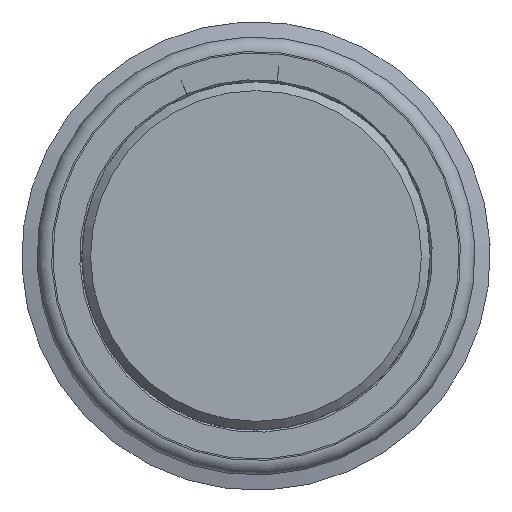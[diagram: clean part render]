
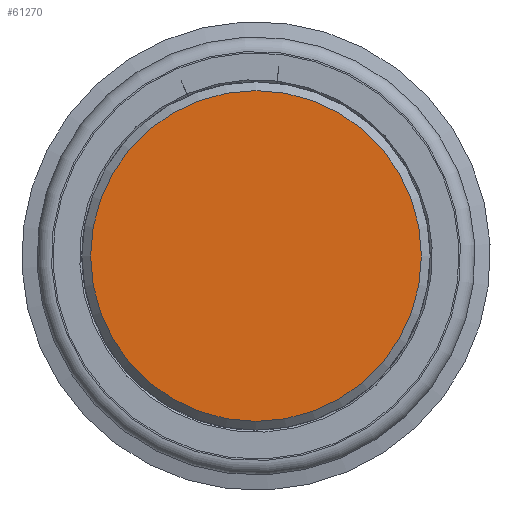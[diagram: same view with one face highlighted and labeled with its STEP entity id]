
A CAD part, left-side view. The second image highlights one B-rep face of the part: STEP entity #61270.
In plain terms, the highlighted planar face has unit normal (-1, 0, 0).
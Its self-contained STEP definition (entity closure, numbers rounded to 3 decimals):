
#61250=CARTESIAN_POINT('',(0.,5.7,0.0));
#61251=VERTEX_POINT('',#61250);
#61252=CARTESIAN_POINT('',(0.0,0.0,0.0));
#61253=DIRECTION('',(1.0,0.0,0.0));
#61254=DIRECTION('',(0.0,1.0,0.0));
#61255=AXIS2_PLACEMENT_3D('',#61252,#61253,#61254);
#61256=CIRCLE('',#61255,5.7);
#61257=EDGE_CURVE('',#61251,#61251,#61256,.T.);
#61262=CARTESIAN_POINT('',(0.,5.35,0.0));
#61263=DIRECTION('',(-1.0,0.0,0.0));
#61264=DIRECTION('',(0.0,0.0,1.0));
#61265=AXIS2_PLACEMENT_3D('',#61262,#61263,#61264);
#61266=PLANE('',#61265);
#61267=ORIENTED_EDGE('',*,*,#61257,.F.);
#61268=EDGE_LOOP('',(#61267));
#61269=FACE_OUTER_BOUND('',#61268,.T.);
#61270=ADVANCED_FACE('',(#61269),#61266,.T.);
